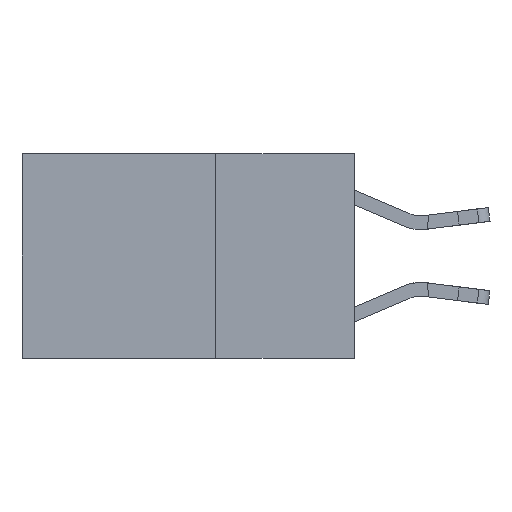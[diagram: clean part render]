
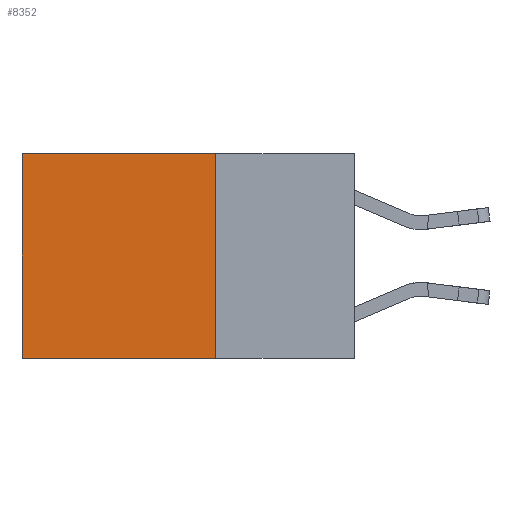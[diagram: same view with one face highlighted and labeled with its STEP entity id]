
A CAD part, left-side view. The second image highlights one B-rep face of the part: STEP entity #8352.
In plain terms, the highlighted planar face has unit normal (-1, 0, 0).
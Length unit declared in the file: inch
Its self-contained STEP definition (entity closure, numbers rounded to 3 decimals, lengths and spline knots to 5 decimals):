
#1201 = DIRECTION ( 'NONE',  ( 0., 0., -1. ) ) ;
#1766 = DIRECTION ( 'NONE',  ( 0., 0., -1. ) ) ;
#1881 = CARTESIAN_POINT ( 'NONE',  ( 0.2625, 0.6, -0.37 ) ) ;
#2056 = CARTESIAN_POINT ( 'NONE',  ( 0.2625, 0.25, 0. ) ) ;
#3237 = ORIENTED_EDGE ( 'NONE', *, *, #4726, .F. ) ;
#3390 = EDGE_CURVE ( 'NONE', #12951, #4973, #17771, .T. ) ;
#4228 = CARTESIAN_POINT ( 'NONE',  ( 0.2625, 0.25, 0. ) ) ;
#4726 = EDGE_CURVE ( 'NONE', #20606, #12951, #7535, .T. ) ;
#4973 = VERTEX_POINT ( 'NONE', #1881 ) ;
#5065 = DIRECTION ( 'NONE',  ( 1., 0., 0. ) ) ;
#7116 = CARTESIAN_POINT ( 'NONE',  ( 0.2625, 0.6, 0. ) ) ;
#7320 = EDGE_LOOP ( 'NONE', ( #20393, #12988, #3237, #20938 ) ) ;
#7535 = LINE ( 'NONE', #15976, #24778 ) ;
#8352 = ADVANCED_FACE ( 'NONE', ( #23978 ), #20108, .F. ) ;
#9206 = CARTESIAN_POINT ( 'NONE',  ( 0.2625, 0.25, -0.37 ) ) ;
#9209 = DIRECTION ( 'NONE',  ( 0., 0., -1. ) ) ;
#10313 = DIRECTION ( 'NONE',  ( 0., 1., 0. ) ) ;
#10387 = AXIS2_PLACEMENT_3D ( 'NONE', #22320, #5065, #1201 ) ;
#11859 = CARTESIAN_POINT ( 'NONE',  ( 0.2625, 0.6, 0. ) ) ;
#12951 = VERTEX_POINT ( 'NONE', #18943 ) ;
#12988 = ORIENTED_EDGE ( 'NONE', *, *, #3390, .F. ) ;
#13002 = VECTOR ( 'NONE', #10313, 39.37008 ) ;
#13801 = LINE ( 'NONE', #11859, #23484 ) ;
#15976 = CARTESIAN_POINT ( 'NONE',  ( 0.2625, 0.25, 0. ) ) ;
#17272 = EDGE_CURVE ( 'NONE', #24617, #4973, #13801, .T. ) ;
#17771 = LINE ( 'NONE', #9206, #26998 ) ;
#18943 = CARTESIAN_POINT ( 'NONE',  ( 0.2625, 0.25, -0.37 ) ) ;
#20108 = PLANE ( 'NONE',  #10387 ) ;
#20393 = ORIENTED_EDGE ( 'NONE', *, *, #17272, .T. ) ;
#20527 = LINE ( 'NONE', #4228, #13002 ) ;
#20606 = VERTEX_POINT ( 'NONE', #2056 ) ;
#20938 = ORIENTED_EDGE ( 'NONE', *, *, #21035, .T. ) ;
#21035 = EDGE_CURVE ( 'NONE', #20606, #24617, #20527, .T. ) ;
#22320 = CARTESIAN_POINT ( 'NONE',  ( 0.2625, 0.25, 0. ) ) ;
#23484 = VECTOR ( 'NONE', #1766, 39.37008 ) ;
#23978 = FACE_OUTER_BOUND ( 'NONE', #7320, .T. ) ;
#23983 = DIRECTION ( 'NONE',  ( 0., 1., 0. ) ) ;
#24617 = VERTEX_POINT ( 'NONE', #7116 ) ;
#24778 = VECTOR ( 'NONE', #9209, 39.37008 ) ;
#26998 = VECTOR ( 'NONE', #23983, 39.37008 ) ;
